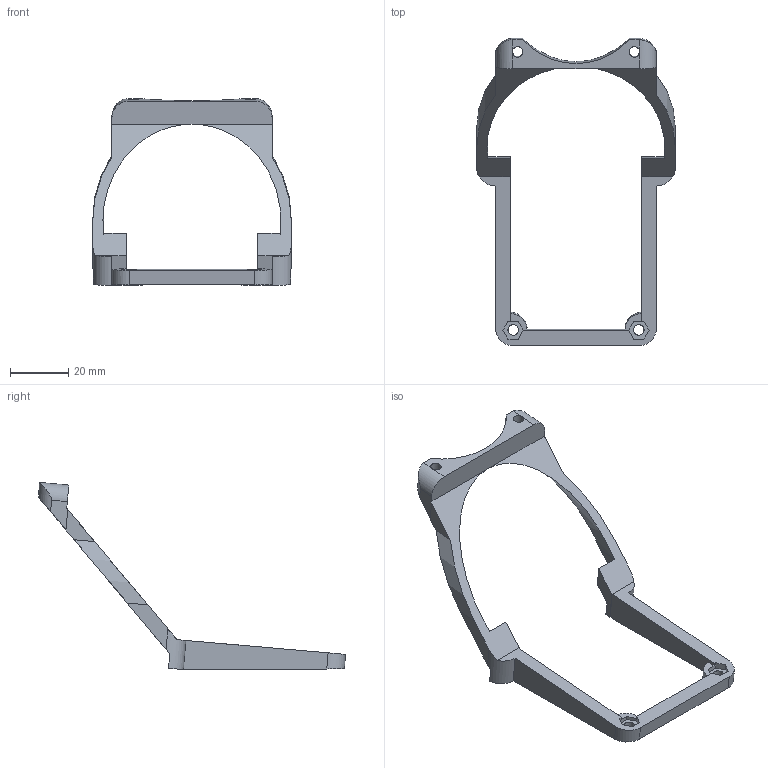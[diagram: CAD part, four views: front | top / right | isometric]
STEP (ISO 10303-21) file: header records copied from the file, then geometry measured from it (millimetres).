
FILE_DESCRIPTION(('FreeCAD Model'),'2;1');
FILE_NAME( 'fan-holder.stp', '2014-11-22T08:18:25',('FreeCAD'),('FreeCAD'), 'Open CASCADE STEP processor 6.7','FreeCAD','Unknown');
FILE_SCHEMA(('AUTOMOTIVE_DESIGN_CC2 { 1 2 10303 214 -1 1 5 4 }'));
Length unit declared in the file: millimetre
Products named in the file (1): fan-holder-final
Bounding box: 68 x 105.2 x 64.02 mm (x, y, z)
Volume: 12174 mm3; surface area: 9079.9 mm2
Topology: 1 solids, 1 shells, 84 faces, 248 edges, 164 vertices
Faces by surface type: plane 66, cylinder 18
Full cylindrical faces by diameter (mm): 3.6 x4
Entity records: 6363 total; most frequent: CARTESIAN_POINT 1658, DIRECTION 784, ORIENTED_EDGE 496, PCURVE 496, DEFINITIONAL_REPRESENTATION 496, LINE 481, VECTOR 481, EDGE_CURVE 248
